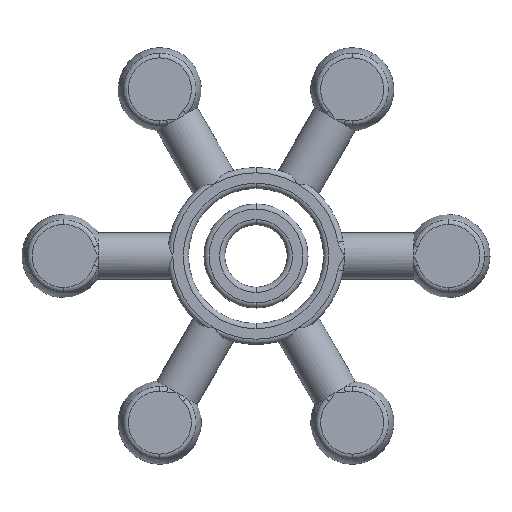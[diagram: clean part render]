
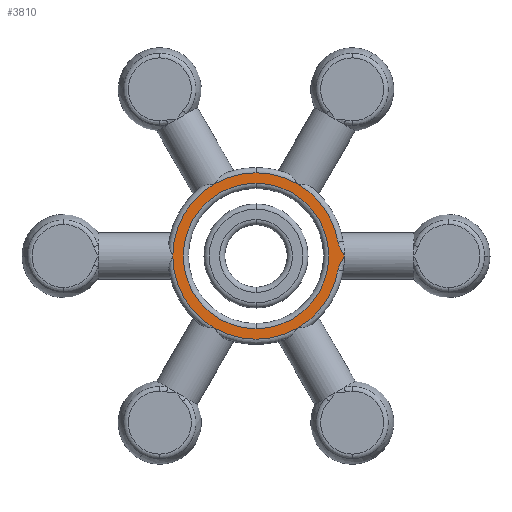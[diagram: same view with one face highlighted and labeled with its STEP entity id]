
A CAD part, front view. The second image highlights one B-rep face of the part: STEP entity #3810.
In plain terms, the highlighted planar face has unit normal (0, -1, 0).
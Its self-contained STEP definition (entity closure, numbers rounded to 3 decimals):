
#69 = ORIENTED_EDGE ( 'NONE', *, *, #4621, .T. ) ;
#73 = FACE_BOUND ( 'NONE', #5563, .T. ) ;
#83 = ORIENTED_EDGE ( 'NONE', *, *, #564, .T. ) ;
#109 = CARTESIAN_POINT ( 'NONE',  ( -8., 0., 13.856 ) ) ;
#151 = AXIS2_PLACEMENT_3D ( 'NONE', #427, #1787, #5203 ) ;
#164 = VERTEX_POINT ( 'NONE', #3442 ) ;
#199 = VERTEX_POINT ( 'NONE', #3502 ) ;
#220 = DIRECTION ( 'NONE',  ( 0., -1., 0. ) ) ;
#269 = FACE_OUTER_BOUND ( 'NONE', #632, .T. ) ;
#313 = DIRECTION ( 'NONE',  ( 0., 0., 1. ) ) ;
#370 = CARTESIAN_POINT ( 'NONE',  ( -16., 0., 0. ) ) ;
#388 = CARTESIAN_POINT ( 'NONE',  ( 15.777, 0., -2.662 ) ) ;
#406 = DIRECTION ( 'NONE',  ( 0., 0., 1. ) ) ;
#427 = CARTESIAN_POINT ( 'NONE',  ( 0., 0., 0. ) ) ;
#440 = CARTESIAN_POINT ( 'NONE',  ( 17., 0., 0. ) ) ;
#455 = EDGE_CURVE ( 'NONE', #1424, #2228, #5496, .T. ) ;
#473 = AXIS2_PLACEMENT_3D ( 'NONE', #3865, #3080, #3952 ) ;
#502 = DIRECTION ( 'NONE',  ( 0., 0., 1. ) ) ;
#564 = EDGE_CURVE ( 'NONE', #5152, #5318, #5172, .T. ) ;
#632 = EDGE_LOOP ( 'NONE', ( #3395, #83, #3753, #810, #4339, #4620, #4921, #1190, #5252 ) ) ;
#672 = VERTEX_POINT ( 'NONE', #370 ) ;
#727 = CARTESIAN_POINT ( 'NONE',  ( 0., 0., 0. ) ) ;
#755 = DIRECTION ( 'NONE',  ( 0., -1., 0. ) ) ;
#810 = ORIENTED_EDGE ( 'NONE', *, *, #1459, .T. ) ;
#868 = EDGE_CURVE ( 'NONE', #3525, #672, #1498, .T. ) ;
#870 = CARTESIAN_POINT ( 'NONE',  ( 16.764, 0., -0.429 ) ) ;
#1073 = CARTESIAN_POINT ( 'NONE',  ( 15.893, 0., 2.178 ) ) ;
#1079 = AXIS2_PLACEMENT_3D ( 'NONE', #5580, #5135, #1614 ) ;
#1149 = CARTESIAN_POINT ( 'NONE',  ( 8., 0., -13.856 ) ) ;
#1190 = ORIENTED_EDGE ( 'NONE', *, *, #455, .T. ) ;
#1195 = DIRECTION ( 'NONE',  ( 0., 1., 0. ) ) ;
#1318 = CARTESIAN_POINT ( 'NONE',  ( 16.402, 0., -1.069 ) ) ;
#1424 = VERTEX_POINT ( 'NONE', #1861 ) ;
#1459 = EDGE_CURVE ( 'NONE', #164, #1741, #1635, .T. ) ;
#1486 = DIRECTION ( 'NONE',  ( 0., -1., 0. ) ) ;
#1498 = CIRCLE ( 'NONE', #3881, 16. ) ;
#1599 = CARTESIAN_POINT ( 'NONE',  ( 15.777, 0., 2.662 ) ) ;
#1614 = DIRECTION ( 'NONE',  ( 0., 0., 1. ) ) ;
#1635 = CIRCLE ( 'NONE', #2562, 16. ) ;
#1741 = VERTEX_POINT ( 'NONE', #1929 ) ;
#1764 = CARTESIAN_POINT ( 'NONE',  ( 15.818, 0., -2.418 ) ) ;
#1787 = DIRECTION ( 'NONE',  ( 0., -1., 0. ) ) ;
#1861 = CARTESIAN_POINT ( 'NONE',  ( -8., 0., -13.856 ) ) ;
#1885 = CARTESIAN_POINT ( 'NONE',  ( 17., 0., 0. ) ) ;
#1915 = CARTESIAN_POINT ( 'NONE',  ( 16.177, 0., 1.502 ) ) ;
#1929 = CARTESIAN_POINT ( 'NONE',  ( 0., 0., 16. ) ) ;
#2014 = CARTESIAN_POINT ( 'NONE',  ( 0., 0., 0. ) ) ;
#2047 = CARTESIAN_POINT ( 'NONE',  ( 15.777, 0., 2.662 ) ) ;
#2081 = CARTESIAN_POINT ( 'NONE',  ( 0., 0., 0. ) ) ;
#2149 = CIRCLE ( 'NONE', #4348, 16. ) ;
#2228 = VERTEX_POINT ( 'NONE', #1149 ) ;
#2318 = CARTESIAN_POINT ( 'NONE',  ( 0., 0., 0. ) ) ;
#2319 = CIRCLE ( 'NONE', #5178, 16. ) ;
#2362 = DIRECTION ( 'NONE',  ( 0., 0., 1. ) ) ;
#2396 = AXIS2_PLACEMENT_3D ( 'NONE', #5641, #2974, #406 ) ;
#2562 = AXIS2_PLACEMENT_3D ( 'NONE', #2318, #1486, #502 ) ;
#2598 = DIRECTION ( 'NONE',  ( 0., 0., 1. ) ) ;
#2708 = CARTESIAN_POINT ( 'NONE',  ( 15.892, 0., -2.18 ) ) ;
#2745 = VERTEX_POINT ( 'NONE', #5716 ) ;
#2852 = CARTESIAN_POINT ( 'NONE',  ( 15.818, 0., 2.417 ) ) ;
#2974 = DIRECTION ( 'NONE',  ( 0., -1., 0. ) ) ;
#3080 = DIRECTION ( 'NONE',  ( 0., -1., 0. ) ) ;
#3121 = CIRCLE ( 'NONE', #151, 16. ) ;
#3156 = CARTESIAN_POINT ( 'NONE',  ( 17., 0., 0. ) ) ;
#3180 = EDGE_CURVE ( 'NONE', #672, #1424, #3121, .T. ) ;
#3353 = EDGE_CURVE ( 'NONE', #5465, #5152, #5077, .T. ) ;
#3395 = ORIENTED_EDGE ( 'NONE', *, *, #3353, .T. ) ;
#3442 = CARTESIAN_POINT ( 'NONE',  ( 8., 0., 13.856 ) ) ;
#3502 = CARTESIAN_POINT ( 'NONE',  ( 0., 0., 14. ) ) ;
#3516 = CARTESIAN_POINT ( 'NONE',  ( 16.071, 0., -1.724 ) ) ;
#3525 = VERTEX_POINT ( 'NONE', #109 ) ;
#3584 = CIRCLE ( 'NONE', #1079, 14. ) ;
#3640 = CARTESIAN_POINT ( 'NONE',  ( 16.769, 0., 0.431 ) ) ;
#3658 = DIRECTION ( 'NONE',  ( 0., 1., 0. ) ) ;
#3753 = ORIENTED_EDGE ( 'NONE', *, *, #4248, .T. ) ;
#3810 = ADVANCED_FACE ( 'NONE', ( #73, #269 ), #4078, .F. ) ;
#3865 = CARTESIAN_POINT ( 'NONE',  ( 0., 0., 0. ) ) ;
#3881 = AXIS2_PLACEMENT_3D ( 'NONE', #2014, #220, #4142 ) ;
#3945 = CARTESIAN_POINT ( 'NONE',  ( 15.777, 0., -2.662 ) ) ;
#3952 = DIRECTION ( 'NONE',  ( 0., 0., 1. ) ) ;
#4078 = PLANE ( 'NONE',  #5633 ) ;
#4142 = DIRECTION ( 'NONE',  ( 0., 0., 1. ) ) ;
#4215 = CARTESIAN_POINT ( 'NONE',  ( 0., 0., 0. ) ) ;
#4248 = EDGE_CURVE ( 'NONE', #5318, #164, #5155, .T. ) ;
#4282 = DIRECTION ( 'NONE',  ( 0., -1., 0. ) ) ;
#4315 = CIRCLE ( 'NONE', #4335, 14. ) ;
#4335 = AXIS2_PLACEMENT_3D ( 'NONE', #2081, #1195, #4808 ) ;
#4339 = ORIENTED_EDGE ( 'NONE', *, *, #5668, .T. ) ;
#4348 = AXIS2_PLACEMENT_3D ( 'NONE', #727, #755, #313 ) ;
#4437 = CARTESIAN_POINT ( 'NONE',  ( 16.884, 0., -0.218 ) ) ;
#4615 = EDGE_CURVE ( 'NONE', #2745, #199, #3584, .T. ) ;
#4620 = ORIENTED_EDGE ( 'NONE', *, *, #868, .T. ) ;
#4621 = EDGE_CURVE ( 'NONE', #199, #2745, #4315, .T. ) ;
#4627 = EDGE_CURVE ( 'NONE', #2228, #5465, #2319, .T. ) ;
#4808 = DIRECTION ( 'NONE',  ( 0., 0., 1. ) ) ;
#4839 = CARTESIAN_POINT ( 'NONE',  ( 16.523, 0., -0.856 ) ) ;
#4921 = ORIENTED_EDGE ( 'NONE', *, *, #3180, .T. ) ;
#5012 = ORIENTED_EDGE ( 'NONE', *, *, #4615, .T. ) ;
#5077 = B_SPLINE_CURVE_WITH_KNOTS ( 'NONE', 3,
 ( #3945, #1764, #2708, #3516, #5285, #1318, #4839, #870, #4437, #440 ),
 .UNSPECIFIED., .F., .F.,
 ( 4, 2, 2, 2, 4 ),
 ( 0., 0.001, 0.001, 0.002, 0.003 ),
 .UNSPECIFIED. ) ;
#5135 = DIRECTION ( 'NONE',  ( 0., 1., 0. ) ) ;
#5152 = VERTEX_POINT ( 'NONE', #3156 ) ;
#5155 = CIRCLE ( 'NONE', #2396, 16. ) ;
#5172 = B_SPLINE_CURVE_WITH_KNOTS ( 'NONE', 3,
 ( #1885, #3640, #5406, #1915, #5440, #1073, #2852, #2047 ),
 .UNSPECIFIED., .F., .F.,
 ( 4, 2, 2, 4 ),
 ( 0., 0.001, 0.002, 0.003 ),
 .UNSPECIFIED. ) ;
#5178 = AXIS2_PLACEMENT_3D ( 'NONE', #5605, #4282, #2598 ) ;
#5203 = DIRECTION ( 'NONE',  ( 0., 0., 1. ) ) ;
#5252 = ORIENTED_EDGE ( 'NONE', *, *, #4627, .T. ) ;
#5285 = CARTESIAN_POINT ( 'NONE',  ( 16.176, 0., -1.503 ) ) ;
#5318 = VERTEX_POINT ( 'NONE', #1599 ) ;
#5406 = CARTESIAN_POINT ( 'NONE',  ( 16.516, 0., 0.851 ) ) ;
#5440 = CARTESIAN_POINT ( 'NONE',  ( 16.072, 0., 1.722 ) ) ;
#5465 = VERTEX_POINT ( 'NONE', #388 ) ;
#5496 = CIRCLE ( 'NONE', #473, 16. ) ;
#5563 = EDGE_LOOP ( 'NONE', ( #69, #5012 ) ) ;
#5580 = CARTESIAN_POINT ( 'NONE',  ( 0., 0., 0. ) ) ;
#5605 = CARTESIAN_POINT ( 'NONE',  ( 0., 0., 0. ) ) ;
#5633 = AXIS2_PLACEMENT_3D ( 'NONE', #4215, #3658, #2362 ) ;
#5641 = CARTESIAN_POINT ( 'NONE',  ( 0., 0., 0. ) ) ;
#5668 = EDGE_CURVE ( 'NONE', #1741, #3525, #2149, .T. ) ;
#5716 = CARTESIAN_POINT ( 'NONE',  ( 0., 0., -14. ) ) ;
